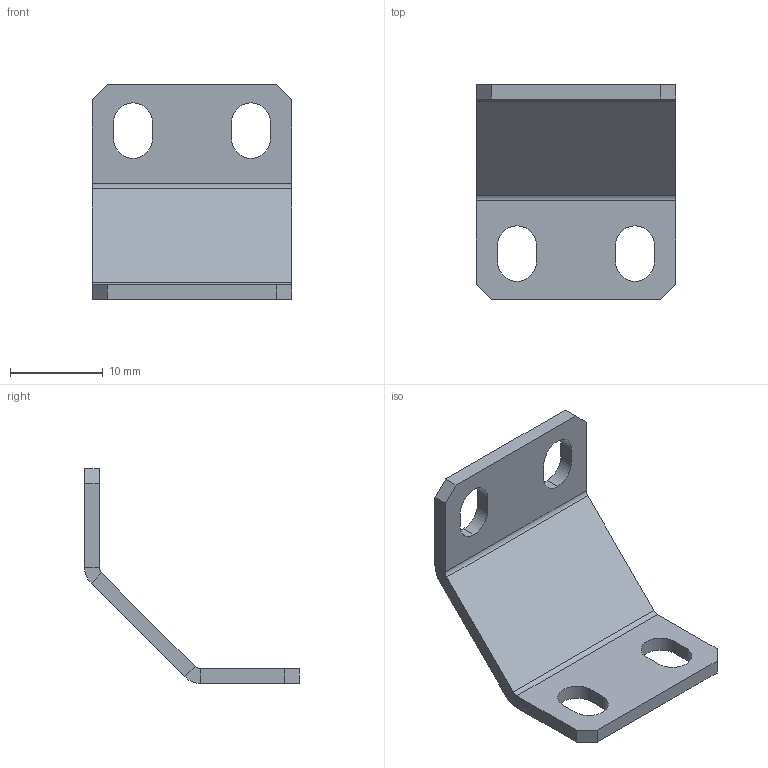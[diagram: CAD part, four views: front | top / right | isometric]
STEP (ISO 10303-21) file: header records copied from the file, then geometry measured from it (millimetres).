
FILE_DESCRIPTION (( 'STEP AP214' ), '1' );
FILE_NAME ('276-2577-001 Rev1.STEP', '2015-09-23T21:10:48', ( 'svradm' ), ( '' ), 'SwSTEP 2.0', 'SolidWorks 2015', '' );
FILE_SCHEMA (( 'AUTOMOTIVE_DESIGN' ));
Length unit declared in the file: inch
Products named in the file (1): 276-2577-001 Rev1
Bounding box: 21.44 x 23.11 x 23.11 mm (x, y, z)
Volume: 1142.4 mm3; surface area: 1737.5 mm2
Topology: 1 solids, 1 shells, 44 faces, 110 edges, 68 vertices
Faces by surface type: plane 30, cylinder 14
Entity records: 1350 total; most frequent: DIRECTION 228, CARTESIAN_POINT 223, ORIENTED_EDGE 220, EDGE_CURVE 110, VECTOR 82, LINE 82, AXIS2_PLACEMENT_3D 73, VERTEX_POINT 68
